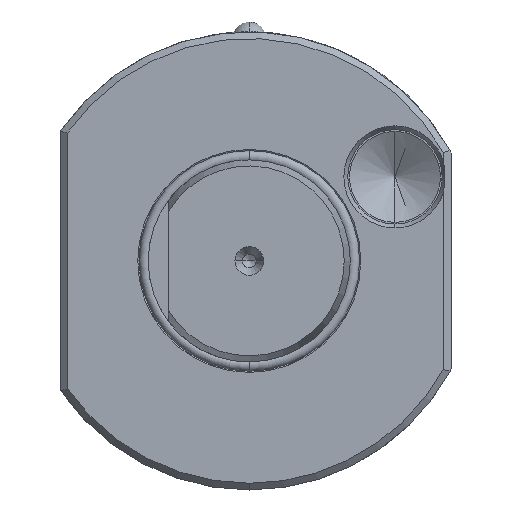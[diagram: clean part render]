
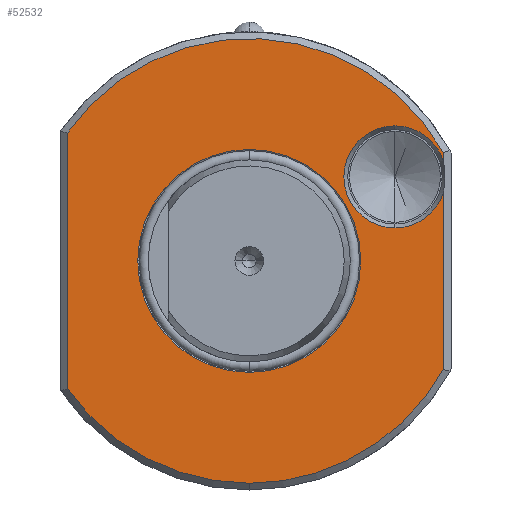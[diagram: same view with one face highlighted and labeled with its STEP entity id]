
A CAD part, left-side view. The second image highlights one B-rep face of the part: STEP entity #52532.
In plain terms, the highlighted planar face has unit normal (-1, 0, 0).
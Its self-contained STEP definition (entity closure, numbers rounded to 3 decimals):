
#87 = VERTEX_POINT ( 'NONE', #43698 ) ;
#383 = VERTEX_POINT ( 'NONE', #43782 ) ;
#458 = VERTEX_POINT ( 'NONE', #43765 ) ;
#4823 = FACE_OUTER_BOUND ( 'NONE', #51778, .T. ) ;
#4892 = FACE_BOUND ( 'NONE', #51827, .T. ) ;
#6548 = CIRCLE ( 'NONE', #28568, 7.577 ) ;
#6577 = LINE ( 'NONE', #59954, #6651 ) ;
#6597 = CIRCLE ( 'NONE', #28482, 16.55 ) ;
#6611 = LINE ( 'NONE', #59503, #6643 ) ;
#6620 = CIRCLE ( 'NONE', #28498, 33. ) ;
#6643 = VECTOR ( 'NONE', #59550, 1000. ) ;
#6651 = VECTOR ( 'NONE', #59935, 1000. ) ;
#6663 = VECTOR ( 'NONE', #59998, 1000. ) ;
#6694 = CIRCLE ( 'NONE', #28560, 33. ) ;
#6710 = LINE ( 'NONE', #60019, #6663 ) ;
#10385 = PLANE ( 'NONE',  #28791 ) ;
#10396 = CARTESIAN_POINT ( 'NONE',  ( 2., 15., 0. ) ) ;
#10404 = DIRECTION ( 'NONE',  ( 0., 0., 1. ) ) ;
#10417 = DIRECTION ( 'NONE',  ( -1., 0., 0. ) ) ;
#25518 = CIRCLE ( 'NONE', #44934, 33. ) ;
#25675 = CIRCLE ( 'NONE', #44060, 7.577 ) ;
#25801 = CIRCLE ( 'NONE', #44172, 7.577 ) ;
#25836 = CIRCLE ( 'NONE', #44211, 16.55 ) ;
#28482 = AXIS2_PLACEMENT_3D ( 'NONE', #59548, #59576, #59542 ) ;
#28498 = AXIS2_PLACEMENT_3D ( 'NONE', #60007, #60022, #60031 ) ;
#28560 = AXIS2_PLACEMENT_3D ( 'NONE', #60060, #60083, #60064 ) ;
#28568 = AXIS2_PLACEMENT_3D ( 'NONE', #60058, #60048, #60061 ) ;
#28791 = AXIS2_PLACEMENT_3D ( 'NONE', #10396, #10417, #10404 ) ;
#31372 = EDGE_CURVE ( 'NONE', #50306, #50244, #25518, .T. ) ;
#42223 = CARTESIAN_POINT ( 'NONE',  ( 2., -28.8, -16.111 ) ) ;
#42309 = CARTESIAN_POINT ( 'NONE',  ( 2., 0., -33. ) ) ;
#43470 = CARTESIAN_POINT ( 'NONE',  ( 2., -21.62, 20.047 ) ) ;
#43485 = CARTESIAN_POINT ( 'NONE',  ( 2., -28.8, 10.048 ) ) ;
#43491 = CARTESIAN_POINT ( 'NONE',  ( 2., 16.55, 0. ) ) ;
#43529 = CARTESIAN_POINT ( 'NONE',  ( 2., -21.62, 4.893 ) ) ;
#43543 = CARTESIAN_POINT ( 'NONE',  ( 2., -16.55, 0. ) ) ;
#43583 = CARTESIAN_POINT ( 'NONE',  ( 2., -28.8, 14.892 ) ) ;
#43698 = CARTESIAN_POINT ( 'NONE',  ( 2., -28.8, 16.111 ) ) ;
#43765 = CARTESIAN_POINT ( 'NONE',  ( 2., 27., 18.974 ) ) ;
#43782 = CARTESIAN_POINT ( 'NONE',  ( 2., 27., -18.974 ) ) ;
#44060 = AXIS2_PLACEMENT_3D ( 'NONE', #55456, #55453, #55451 ) ;
#44172 = AXIS2_PLACEMENT_3D ( 'NONE', #54918, #54926, #54932 ) ;
#44211 = AXIS2_PLACEMENT_3D ( 'NONE', #54900, #54928, #54925 ) ;
#44917 = EDGE_CURVE ( 'NONE', #50117, #50162, #25675, .T. ) ;
#44934 = AXIS2_PLACEMENT_3D ( 'NONE', #54158, #54182, #54178 ) ;
#45032 = EDGE_CURVE ( 'NONE', #50121, #50166, #25801, .T. ) ;
#45040 = EDGE_CURVE ( 'NONE', #50196, #50157, #25836, .T. ) ;
#45248 = EDGE_CURVE ( 'NONE', #50157, #50196, #6597, .T. ) ;
#45249 = EDGE_CURVE ( 'NONE', #458, #383, #6611, .T. ) ;
#45287 = EDGE_CURVE ( 'NONE', #50162, #87, #6577, .T. ) ;
#45293 = EDGE_CURVE ( 'NONE', #87, #458, #6620, .T. ) ;
#45294 = EDGE_CURVE ( 'NONE', #50244, #50121, #6710, .T. ) ;
#45300 = EDGE_CURVE ( 'NONE', #383, #50306, #6694, .T. ) ;
#45306 = EDGE_CURVE ( 'NONE', #50166, #50117, #6548, .T. ) ;
#50117 = VERTEX_POINT ( 'NONE', #43470 ) ;
#50121 = VERTEX_POINT ( 'NONE', #43485 ) ;
#50157 = VERTEX_POINT ( 'NONE', #43491 ) ;
#50162 = VERTEX_POINT ( 'NONE', #43583 ) ;
#50166 = VERTEX_POINT ( 'NONE', #43529 ) ;
#50196 = VERTEX_POINT ( 'NONE', #43543 ) ;
#50244 = VERTEX_POINT ( 'NONE', #42223 ) ;
#50306 = VERTEX_POINT ( 'NONE', #42309 ) ;
#50820 = ORIENTED_EDGE ( 'NONE', *, *, #45040, .T. ) ;
#50823 = ORIENTED_EDGE ( 'NONE', *, *, #45248, .T. ) ;
#50848 = ORIENTED_EDGE ( 'NONE', *, *, #45294, .T. ) ;
#50858 = ORIENTED_EDGE ( 'NONE', *, *, #45306, .T. ) ;
#50859 = ORIENTED_EDGE ( 'NONE', *, *, #31372, .T. ) ;
#50873 = ORIENTED_EDGE ( 'NONE', *, *, #45249, .T. ) ;
#50874 = ORIENTED_EDGE ( 'NONE', *, *, #45032, .T. ) ;
#50897 = ORIENTED_EDGE ( 'NONE', *, *, #45287, .T. ) ;
#50898 = ORIENTED_EDGE ( 'NONE', *, *, #44917, .T. ) ;
#50906 = ORIENTED_EDGE ( 'NONE', *, *, #45300, .T. ) ;
#50913 = ORIENTED_EDGE ( 'NONE', *, *, #45293, .T. ) ;
#51778 = EDGE_LOOP ( 'NONE', ( #50906, #50859, #50848, #50874, #50858, #50898, #50897, #50913, #50873 ) ) ;
#51827 = EDGE_LOOP ( 'NONE', ( #50820, #50823 ) ) ;
#52532 = ADVANCED_FACE ( 'NONE', ( #4823, #4892 ), #10385, .T. ) ;
#54158 = CARTESIAN_POINT ( 'NONE',  ( 2., 0., 0. ) ) ;
#54178 = DIRECTION ( 'NONE',  ( 0., 0., 1. ) ) ;
#54182 = DIRECTION ( 'NONE',  ( -1., 0., 0. ) ) ;
#54900 = CARTESIAN_POINT ( 'NONE',  ( 2., 0., 0. ) ) ;
#54918 = CARTESIAN_POINT ( 'NONE',  ( 2., -21.62, 12.47 ) ) ;
#54925 = DIRECTION ( 'NONE',  ( 0., 1., 0. ) ) ;
#54926 = DIRECTION ( 'NONE',  ( 1., 0., 0. ) ) ;
#54928 = DIRECTION ( 'NONE',  ( 1., 0., 0. ) ) ;
#54932 = DIRECTION ( 'NONE',  ( 0., 0., 1. ) ) ;
#55451 = DIRECTION ( 'NONE',  ( 0., 0., 1. ) ) ;
#55453 = DIRECTION ( 'NONE',  ( 1., 0., 0. ) ) ;
#55456 = CARTESIAN_POINT ( 'NONE',  ( 2., -21.62, 12.47 ) ) ;
#59503 = CARTESIAN_POINT ( 'NONE',  ( 2., 27., 0. ) ) ;
#59542 = DIRECTION ( 'NONE',  ( 0., 1., 0. ) ) ;
#59548 = CARTESIAN_POINT ( 'NONE',  ( 2., 0., 0. ) ) ;
#59550 = DIRECTION ( 'NONE',  ( 0., 0., -1. ) ) ;
#59576 = DIRECTION ( 'NONE',  ( 1., 0., 0. ) ) ;
#59935 = DIRECTION ( 'NONE',  ( 0., 0., 1. ) ) ;
#59954 = CARTESIAN_POINT ( 'NONE',  ( 2., -28.8, 0. ) ) ;
#59998 = DIRECTION ( 'NONE',  ( 0., 0., 1. ) ) ;
#60007 = CARTESIAN_POINT ( 'NONE',  ( 2., 0., 0. ) ) ;
#60019 = CARTESIAN_POINT ( 'NONE',  ( 2., -28.8, 0. ) ) ;
#60022 = DIRECTION ( 'NONE',  ( -1., 0., 0. ) ) ;
#60031 = DIRECTION ( 'NONE',  ( 0., 0., 1. ) ) ;
#60048 = DIRECTION ( 'NONE',  ( 1., 0., 0. ) ) ;
#60058 = CARTESIAN_POINT ( 'NONE',  ( 2., -21.62, 12.47 ) ) ;
#60060 = CARTESIAN_POINT ( 'NONE',  ( 2., 0., 0. ) ) ;
#60061 = DIRECTION ( 'NONE',  ( 0., 0., 1. ) ) ;
#60064 = DIRECTION ( 'NONE',  ( 0., 0., 1. ) ) ;
#60083 = DIRECTION ( 'NONE',  ( -1., 0., 0. ) ) ;
